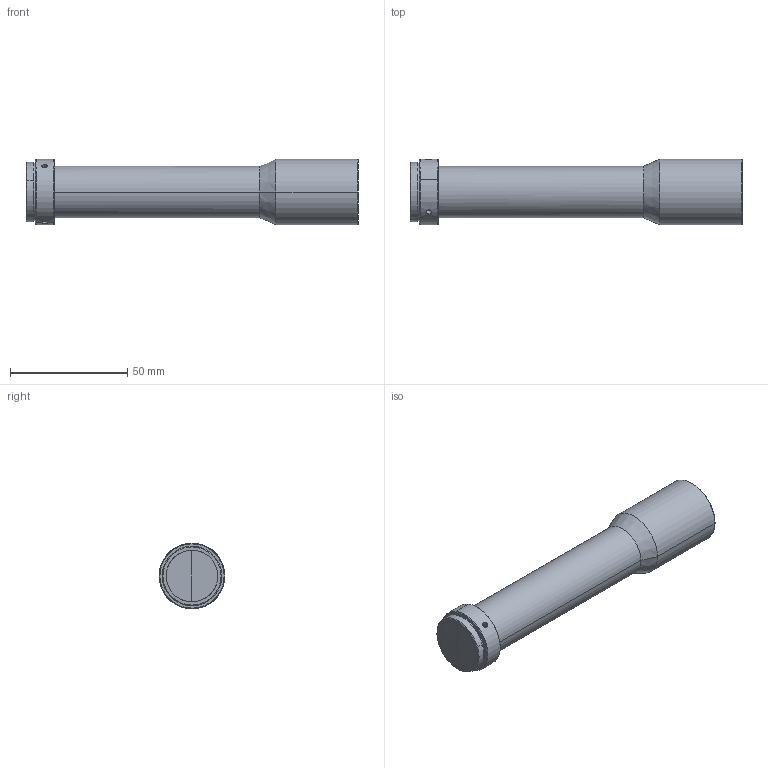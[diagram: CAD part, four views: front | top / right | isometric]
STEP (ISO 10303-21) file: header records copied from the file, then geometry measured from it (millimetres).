
FILE_DESCRIPTION (( 'STEP AP203' ), '1' );
FILE_NAME ('WH018-680A-230.STEP', '2019-04-20T06:32:10', ( '' ), ( '' ), 'SwSTEP 2.0', 'SolidWorks 2017', '' );
FILE_SCHEMA (( 'CONFIG_CONTROL_DESIGN' ));
Length unit declared in the file: millimetre
Products named in the file (1): WH018-680A-230
Bounding box: 141.58 x 28 x 28 mm (x, y, z)
Volume: 65080.2 mm3; surface area: 12321.6 mm2
Topology: 1 solids, 1 shells, 44 faces, 101 edges, 62 vertices
Faces by surface type: cylinder 23, cone 16, plane 5
Entity records: 1482 total; most frequent: CARTESIAN_POINT 408, DIRECTION 223, ORIENTED_EDGE 194, EDGE_CURVE 97, AXIS2_PLACEMENT_3D 93, VERTEX_POINT 62, EDGE_LOOP 51, CIRCLE 48
